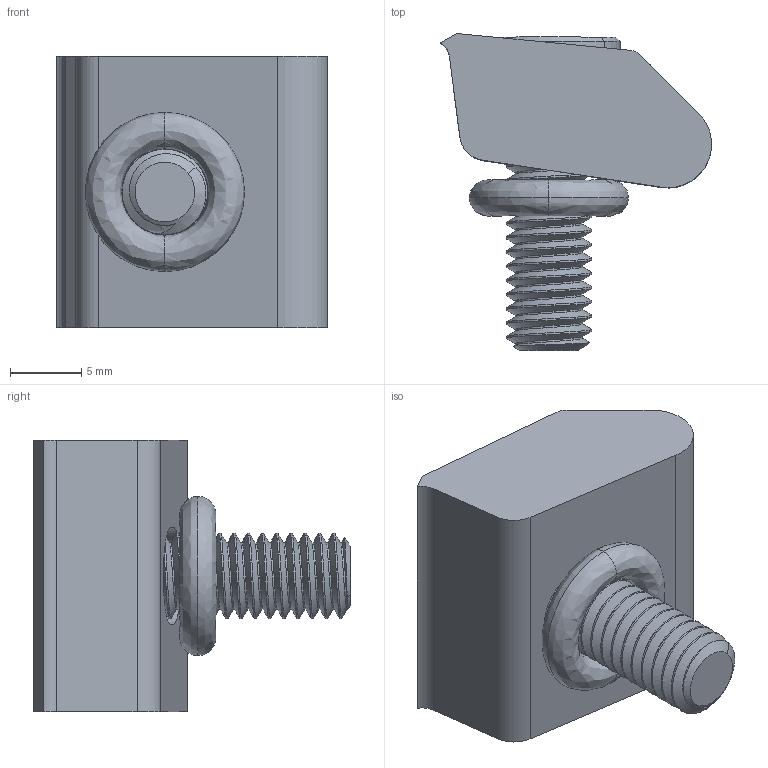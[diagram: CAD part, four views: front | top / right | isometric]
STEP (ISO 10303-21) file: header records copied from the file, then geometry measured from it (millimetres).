
FILE_DESCRIPTION (( 'STEP AP203' ), '1' );
FILE_NAME ('MiteeBite-56050.STEP', '2016-06-23T18:08:56', ( 'tkrafton' ), ( 'Microsoft' ), 'SwSTEP 2.0', 'SolidWorks 2016', '' );
FILE_SCHEMA (( 'CONFIG_CONTROL_DESIGN' ));
Length unit declared in the file: inch
Products named in the file (4): SW3dPS-56050_26050; 91290A321_BLACK-OXIDE CLASS 12.9 SOCKET HEAD CAP SCREW_91290A321; MiteeBite-56050; SW3dPS-56050_oring
Assembly tree (3 placements, depth 2):
  MiteeBite-56050
    SW3dPS-56050_oring
    SW3dPS-56050_26050
    91290A321_BLACK-OXIDE CLASS 12.9 SOCKET HEAD CAP SCREW_91290A321
Bounding box: 19.05 x 22.24 x 19.05 mm (x, y, z)
Volume: 2912.6 mm3; surface area: 2511.8 mm2
Topology: 3 solids, 3 shells, 119 faces, 318 edges, 205 vertices
Faces by surface type: cylinder 75, plane 22, cone 16, bspline 6
Entity records: 5779 total; most frequent: CARTESIAN_POINT 2801, ORIENTED_EDGE 636, DIRECTION 453, EDGE_CURVE 318, VERTEX_POINT 205, AXIS2_PLACEMENT_3D 165, EDGE_LOOP 123, LINE 123
